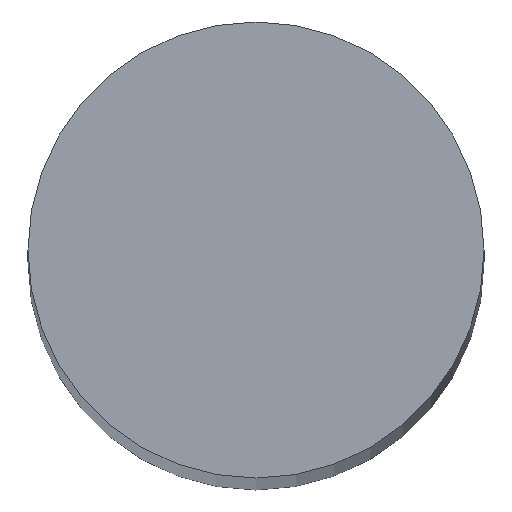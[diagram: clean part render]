
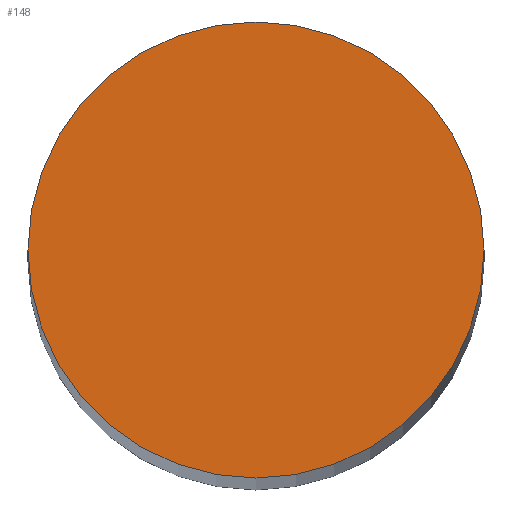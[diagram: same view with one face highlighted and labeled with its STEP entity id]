
A CAD part, top view. The second image highlights one B-rep face of the part: STEP entity #148.
In plain terms, the highlighted planar face has unit normal (0, 0, 1).
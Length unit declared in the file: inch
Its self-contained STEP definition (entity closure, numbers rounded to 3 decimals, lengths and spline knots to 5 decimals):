
#1 = CARTESIAN_POINT ( 'NONE',  ( -0.25, 0., 7.5 ) ) ;
#4 = CARTESIAN_POINT ( 'NONE',  ( 0., 0., 7.5 ) ) ;
#6 = DIRECTION ( 'NONE',  ( 0., 0., 1. ) ) ;
#7 = EDGE_LOOP ( 'NONE', ( #68, #50 ) ) ;
#9 = VERTEX_POINT ( 'NONE', #12 ) ;
#12 = CARTESIAN_POINT ( 'NONE',  ( 0.25, 0., 7.5 ) ) ;
#15 = CIRCLE ( 'NONE', #120, 0.25 ) ;
#23 = DIRECTION ( 'NONE',  ( 1., 0., 0. ) ) ;
#27 = DIRECTION ( 'NONE',  ( 0., 0., 1. ) ) ;
#35 = VERTEX_POINT ( 'NONE', #1 ) ;
#36 = PLANE ( 'NONE',  #73 ) ;
#38 = DIRECTION ( 'NONE',  ( 0., 0., 1. ) ) ;
#50 = ORIENTED_EDGE ( 'NONE', *, *, #107, .T. ) ;
#66 = CARTESIAN_POINT ( 'NONE',  ( 0., 0., 7.5 ) ) ;
#68 = ORIENTED_EDGE ( 'NONE', *, *, #137, .T. ) ;
#73 = AXIS2_PLACEMENT_3D ( 'NONE', #4, #38, #116 ) ;
#87 = CIRCLE ( 'NONE', #139, 0.25 ) ;
#94 = CARTESIAN_POINT ( 'NONE',  ( 0., 0., 7.5 ) ) ;
#102 = DIRECTION ( 'NONE',  ( 1., 0., 0. ) ) ;
#107 = EDGE_CURVE ( 'NONE', #9, #35, #15, .T. ) ;
#116 = DIRECTION ( 'NONE',  ( 1., 0., 0. ) ) ;
#120 = AXIS2_PLACEMENT_3D ( 'NONE', #94, #27, #23 ) ;
#136 = FACE_OUTER_BOUND ( 'NONE', #7, .T. ) ;
#137 = EDGE_CURVE ( 'NONE', #35, #9, #87, .T. ) ;
#139 = AXIS2_PLACEMENT_3D ( 'NONE', #66, #6, #102 ) ;
#148 = ADVANCED_FACE ( 'NONE', ( #136 ), #36, .T. ) ;
